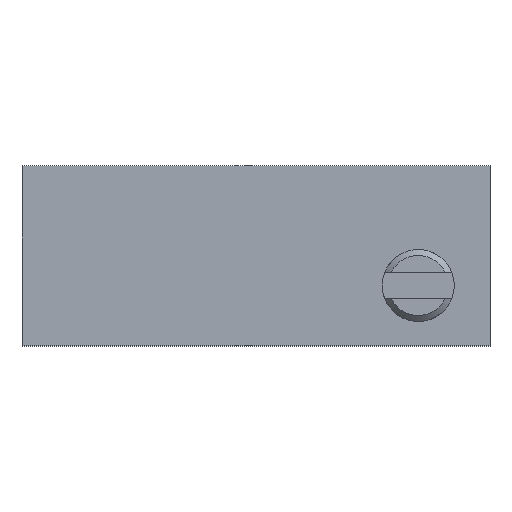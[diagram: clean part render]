
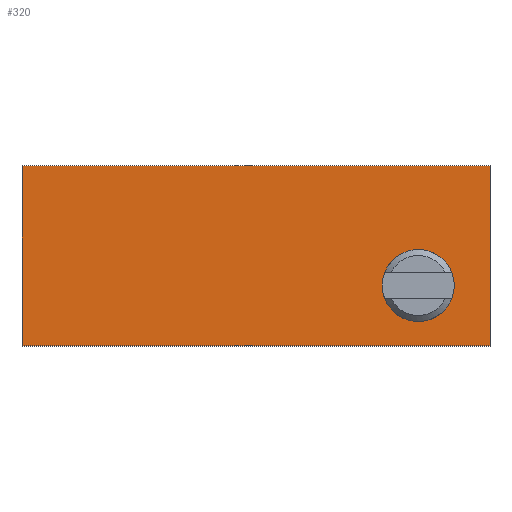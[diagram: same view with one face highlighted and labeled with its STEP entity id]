
A CAD part, top view. The second image highlights one B-rep face of the part: STEP entity #320.
In plain terms, the highlighted planar face has unit normal (0, 0, 1).
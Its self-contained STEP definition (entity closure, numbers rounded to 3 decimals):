
#42=LINE($,#555,#62);
#45=LINE($,#561,#65);
#48=LINE($,#567,#68);
#51=LINE($,#571,#71);
#62=VECTOR($,#445,9.91);
#65=VECTOR($,#450,3.81);
#68=VECTOR($,#455,9.91);
#71=VECTOR($,#460,3.81);
#99=FACE_OUTER_BOUND($,#127,.T.);
#127=EDGE_LOOP($,(#275,#276,#277,#278));
#162=VERTEX_POINT($,#552);
#163=VERTEX_POINT($,#554);
#165=VERTEX_POINT($,#560);
#167=VERTEX_POINT($,#566);
#195=EDGE_CURVE($,#163,#162,#42,.T.);
#198=EDGE_CURVE($,#165,#163,#45,.T.);
#201=EDGE_CURVE($,#167,#165,#48,.T.);
#204=EDGE_CURVE($,#162,#167,#51,.T.);
#275=ORIENTED_EDGE($,*,*,#204,.T.);
#276=ORIENTED_EDGE($,*,*,#201,.T.);
#277=ORIENTED_EDGE($,*,*,#198,.T.);
#278=ORIENTED_EDGE($,*,*,#195,.T.);
#296=PLANE($,#368);
#320=ADVANCED_FACE($,(#99),#296,.T.);
#368=AXIS2_PLACEMENT_3D($,#573,#463,#464);
#445=DIRECTION($,(1.,0.,0.));
#450=DIRECTION($,(0.,-1.,0.));
#455=DIRECTION($,(-1.,0.,0.));
#460=DIRECTION($,(0.,1.,0.));
#463=DIRECTION('center_axis',(0.,0.,1.));
#464=DIRECTION('ref_axis',(1.,0.,0.));
#552=CARTESIAN_POINT('',(4.955,-1.905,9.91));
#554=CARTESIAN_POINT('',(-4.955,-1.905,9.91));
#555=CARTESIAN_POINT($,(4.955,-1.905,9.91));
#560=CARTESIAN_POINT('',(-4.955,1.905,9.91));
#561=CARTESIAN_POINT($,(-4.955,-1.905,9.91));
#566=CARTESIAN_POINT('',(4.955,1.905,9.91));
#567=CARTESIAN_POINT($,(-4.955,1.905,9.91));
#571=CARTESIAN_POINT($,(4.955,1.905,9.91));
#573=CARTESIAN_POINT('Origin',(0.,0.,9.91));
